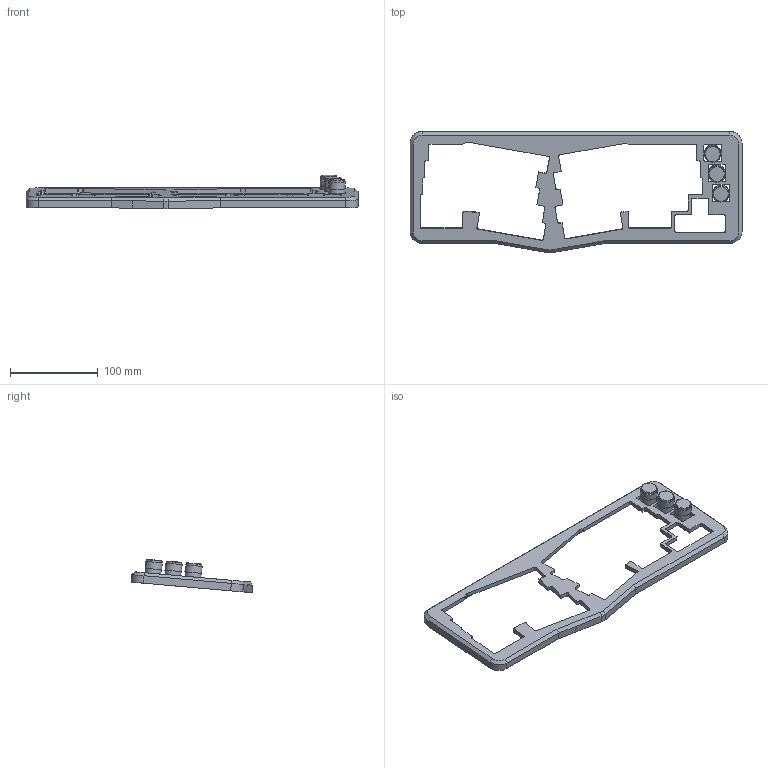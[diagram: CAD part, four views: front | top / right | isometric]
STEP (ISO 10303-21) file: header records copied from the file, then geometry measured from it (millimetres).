
FILE_DESCRIPTION(/* description */ (''),/* implementation_level */ '2;1');
FILE_NAME(/* name */ 'top.step',/* time_stamp */ '2020-05-09T16:41:56-07:00',/* author */ (''),/* organization */ (''),/* preprocessor_version */ 'ST-DEVELOPER v18.1',/* originating_system */ 'Autodesk Translation Framework v9.2.0.1227',/* authorisation */ '');
FILE_SCHEMA (('AUTOMOTIVE_DESIGN { 1 0 10303 214 3 1 1 }'));
Length unit declared in the file: millimetre
Products named in the file (1): top
Bounding box: 378.99 x 138.94 x 38.14 mm (x, y, z)
Volume: 151456 mm3; surface area: 67952.7 mm2
Topology: 4 solids, 4 shells, 405 faces, 1099 edges, 734 vertices
Faces by surface type: plane 214, cylinder 179, cone 9, torus 3
Full cylindrical faces by diameter (mm): 2.529 x16, 5 x8, 18 x6, 19 x3
Entity records: 12950 total; most frequent: DIRECTION 2308, CARTESIAN_POINT 2243, ORIENTED_EDGE 2198, EDGE_CURVE 1099, AXIS2_PLACEMENT_3D 805, VERTEX_POINT 734, LINE 698, VECTOR 698
